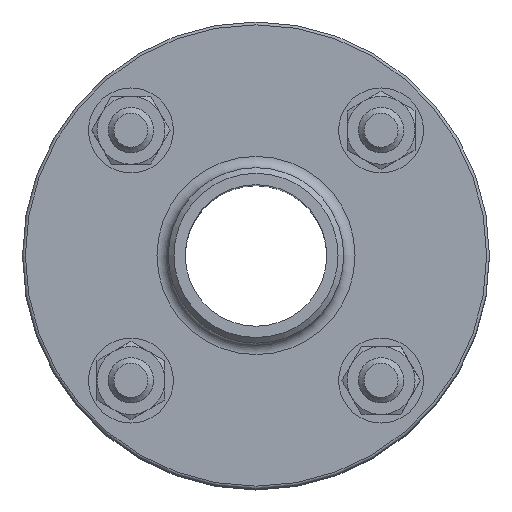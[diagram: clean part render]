
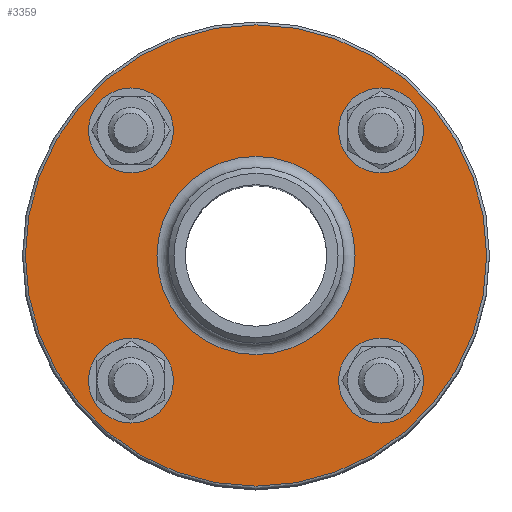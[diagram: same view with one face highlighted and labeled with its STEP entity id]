
A CAD part, top view. The second image highlights one B-rep face of the part: STEP entity #3359.
In plain terms, the highlighted face is planar.
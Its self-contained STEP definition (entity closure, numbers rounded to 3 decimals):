
#240=FACE_BOUND('',#834,.T.);
#241=FACE_BOUND('',#835,.T.);
#242=FACE_BOUND('',#836,.T.);
#243=FACE_BOUND('',#837,.T.);
#244=FACE_BOUND('',#838,.T.);
#432=PLANE('',#3734);
#614=FACE_OUTER_BOUND('',#833,.T.);
#833=EDGE_LOOP('',(#2816));
#834=EDGE_LOOP('',(#2817));
#835=EDGE_LOOP('',(#2818));
#836=EDGE_LOOP('',(#2819));
#837=EDGE_LOOP('',(#2820));
#838=EDGE_LOOP('',(#2821));
#1407=CIRCLE('',#3732,81.5);
#1409=CIRCLE('',#3735,35.);
#1410=CIRCLE('',#3736,8.5);
#1411=CIRCLE('',#3737,8.5);
#1412=CIRCLE('',#3738,8.5);
#1413=CIRCLE('',#3739,8.5);
#1683=VERTEX_POINT('',#6144);
#1684=VERTEX_POINT('',#6148);
#1685=VERTEX_POINT('',#6150);
#1686=VERTEX_POINT('',#6152);
#1687=VERTEX_POINT('',#6154);
#1688=VERTEX_POINT('',#6156);
#2075=EDGE_CURVE('',#1683,#1683,#1407,.T.);
#2077=EDGE_CURVE('',#1684,#1684,#1409,.T.);
#2078=EDGE_CURVE('',#1685,#1685,#1410,.T.);
#2079=EDGE_CURVE('',#1686,#1686,#1411,.T.);
#2080=EDGE_CURVE('',#1687,#1687,#1412,.T.);
#2081=EDGE_CURVE('',#1688,#1688,#1413,.T.);
#2816=ORIENTED_EDGE('',*,*,#2075,.F.);
#2817=ORIENTED_EDGE('',*,*,#2077,.F.);
#2818=ORIENTED_EDGE('',*,*,#2078,.T.);
#2819=ORIENTED_EDGE('',*,*,#2079,.T.);
#2820=ORIENTED_EDGE('',*,*,#2080,.T.);
#2821=ORIENTED_EDGE('',*,*,#2081,.T.);
#3359=ADVANCED_FACE('',(#614,#240,#241,#242,#243,#244),#432,.F.);
#3732=AXIS2_PLACEMENT_3D('',#6145,#4478,#4479);
#3734=AXIS2_PLACEMENT_3D('',#6147,#4482,#4483);
#3735=AXIS2_PLACEMENT_3D('',#6149,#4484,#4485);
#3736=AXIS2_PLACEMENT_3D('',#6151,#4486,#4487);
#3737=AXIS2_PLACEMENT_3D('',#6153,#4488,#4489);
#3738=AXIS2_PLACEMENT_3D('',#6155,#4490,#4491);
#3739=AXIS2_PLACEMENT_3D('',#6157,#4492,#4493);
#4478=DIRECTION('center_axis',(0.,1.,0.));
#4479=DIRECTION('ref_axis',(1.,0.,0.));
#4482=DIRECTION('center_axis',(0.,1.,0.));
#4483=DIRECTION('ref_axis',(0.,0.,1.));
#4484=DIRECTION('center_axis',(0.,-1.,0.));
#4485=DIRECTION('ref_axis',(-1.,0.,0.));
#4486=DIRECTION('center_axis',(0.,1.,0.));
#4487=DIRECTION('ref_axis',(1.,0.,0.));
#4488=DIRECTION('center_axis',(0.,1.,0.));
#4489=DIRECTION('ref_axis',(1.,0.,0.));
#4490=DIRECTION('center_axis',(0.,1.,0.));
#4491=DIRECTION('ref_axis',(1.,0.,0.));
#4492=DIRECTION('center_axis',(0.,1.,0.));
#4493=DIRECTION('ref_axis',(1.,0.,0.));
#6144=CARTESIAN_POINT('',(0.,-102.,81.5));
#6145=CARTESIAN_POINT('Origin',(0.,-102.,0.));
#6147=CARTESIAN_POINT('Origin',(0.,-102.,0.));
#6148=CARTESIAN_POINT('',(0.,-102.,-35.));
#6149=CARTESIAN_POINT('Origin',(0.,-102.,0.));
#6150=CARTESIAN_POINT('',(-52.694,-102.,-44.194));
#6151=CARTESIAN_POINT('Origin',(-44.194,-102.,-44.194));
#6152=CARTESIAN_POINT('',(35.694,-102.,-44.194));
#6153=CARTESIAN_POINT('Origin',(44.194,-102.,-44.194));
#6154=CARTESIAN_POINT('',(35.694,-102.,44.194));
#6155=CARTESIAN_POINT('Origin',(44.194,-102.,44.194));
#6156=CARTESIAN_POINT('',(-52.694,-102.,44.194));
#6157=CARTESIAN_POINT('Origin',(-44.194,-102.,44.194));
